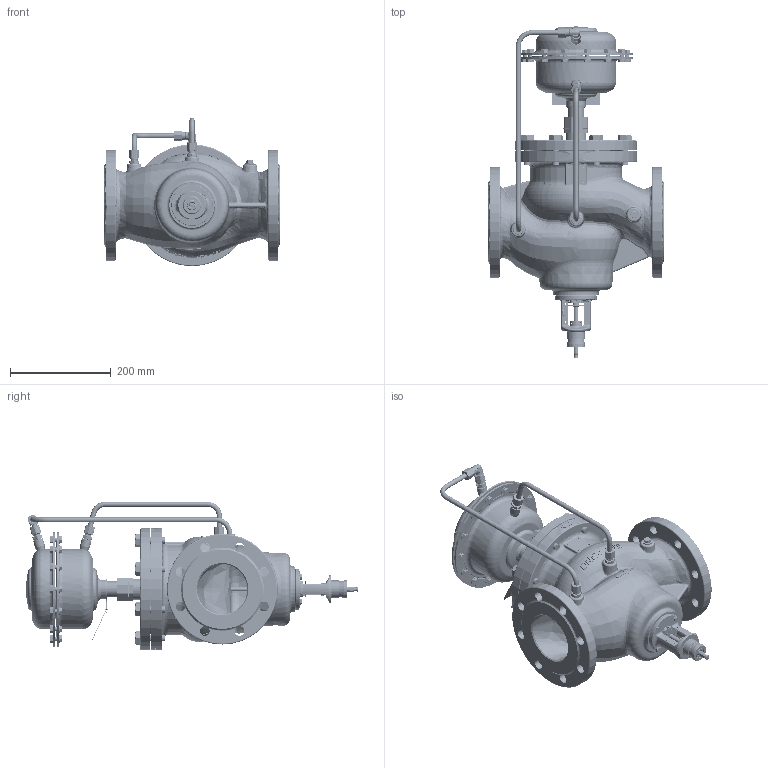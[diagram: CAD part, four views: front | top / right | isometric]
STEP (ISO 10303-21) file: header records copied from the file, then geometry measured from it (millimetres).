
FILE_DESCRIPTION((''),'2;1');
FILE_NAME('AFQM2_003G5504_STEP_ASM','2021-01-18T',('U258099'),('Danfoss'),'CREO PARAMETRIC BY PTC INC, 2018070','CREO PARAMETRIC BY PTC INC, 2018070','');
FILE_SCHEMA(('CONFIG_CONTROL_DESIGN'));
Products named in the file (44): 88650510_VALVE_BODY_VFQM_DN100_; 88651200_YOKE_BODY_DN65_100_1_1; 88652300_STUFFING_BOX_DN100_125; 88651340_SPINDLE_CV_DN100_1_1; 88652260_SETT_SCREW_DN65-100__1; 88650720_VALVE_COVER_VFG_DN100_; HEX_SCREW_DIN933_M06X18_1_1_1; HEX_SCREW_DIN931_M16X50_1_1; 88652800_POINTER_VFQM_1_1_1; 88652720_FLOW_SCALE_DN100_1_1; 51817881_SCREW_SF_M3X5_1_1_1; 188610240_1_1_1; WALTER_CONNECTION_1_1_1; WALTER_CONNECTION_NUT_1_1_1; 8863078_ASM_1_1_ASM_1_ASM; 88653160_VFQM_DN100_PN16_ASM_1__ASM; 88670070_HOUSING160_PN16_MI_A_1; 88673400_TUBE_FI38X10X62_MI_A_1; 88671660_PRESSURE_CONNECTOR_4_2; WELD_160_4MM_INST_AF0_1_1_1; 88671470_COVER160_PN16_MINUS__1_ASM; 88670600_CONNECTING_NUT_G1_1__1; 88670100_HOUS_AFQ_160_PN16__A_1; 88671660_PRESSURE_CONNECTOR_A_1; 88672600_COVE_AFQ_160_PN16_PL_1_ASM; 51840300_SCREW_M8X20_DIN933_1_1; 5201742_1_1_1; 5191731_1_1_1; WALTER_CONNECTION_1_1; 8863078_ASM_1_ASM_1_ASM; 88630620_TUBE_CONN_D1_0_DA_00_1_ASM; 8863028_1_1_1; 88673820_1_1_1; 88673810_LABEL_PLATE_PA_1_1_1; 88673840_1_1_1; PRIKLJUCEK_KOLENO_1_1_1; WALTER_CONNECTION_NUT_1_1; 56722030_ASM_1_1_ASM_1_ASM; 88673180_AF0_1_1_1; 003G5600_AFQ2_PN16_160CM2_ASM_2_ASM ...
Assembly tree (97 placements, depth 6):
  AFQM2_003G5504_STEP_ASM
    003G5504_AFQM2_PN16_DN100_0-2_A_ASM
      88653160_VFQM_DN100_PN16_ASM_1__ASM
        88650510_VALVE_BODY_VFQM_DN100_
        88651200_YOKE_BODY_DN65_100_1_1
        88652300_STUFFING_BOX_DN100_125
        88651340_SPINDLE_CV_DN100_1_1
        88652260_SETT_SCREW_DN65-100__1
        88650720_VALVE_COVER_VFG_DN100_
        HEX_SCREW_DIN933_M06X18_1_1_1  x4
        HEX_SCREW_DIN931_M16X50_1_1  x8
        88652800_POINTER_VFQM_1_1_1
        88652720_FLOW_SCALE_DN100_1_1
        51817881_SCREW_SF_M3X5_1_1_1  x2
        188610240_1_1_1
        8863078_ASM_1_1_ASM_1_ASM  x2
          WALTER_CONNECTION_1_1_1
          WALTER_CONNECTION_NUT_1_1_1
      003G5600_AFQ2_PN16_160CM2_ASM_2_ASM
        88671470_COVER160_PN16_MINUS__1_ASM
          88670070_HOUSING160_PN16_MI_A_1
          88673400_TUBE_FI38X10X62_MI_A_1
          88671660_PRESSURE_CONNECTOR_4_2
          WELD_160_4MM_INST_AF0_1_1_1
        88670600_CONNECTING_NUT_G1_1__1
        88672600_COVE_AFQ_160_PN16_PL_1_ASM
          88670100_HOUS_AFQ_160_PN16__A_1
          88671660_PRESSURE_CONNECTOR_A_1
        51840300_SCREW_M8X20_DIN933_1_1  x14
        5201742_1_1_1  x14
        5191731_1_1_1  x14
        88630620_TUBE_CONN_D1_0_DA_00_1_ASM  x2
          8863078_ASM_1_ASM_1_ASM
            WALTER_CONNECTION_1_1
        8863028_1_1_1
        88673820_1_1_1
        88673810_LABEL_PLATE_PA_1_1_1
        88673840_1_1_1
        56722030_ASM_1_1_ASM_1_ASM
          PRIKLJUCEK_KOLENO_1_1_1
          WALTER_CONNECTION_NUT_1_1  x2
        88673180_AF0_1_1_1
      88674520_TUBE_PL_AFQM_DN100-160
      88674530_TUBE_MI_AFQM_DN100-160
      WALTER_CONNECTION_NUT_1_1_1
Bounding box: 350 x 660.3 x 294.57 mm (x, y, z)
Volume: 6604090.2 mm3; surface area: 1342686.2 mm2
Topology: 89 solids, 89 shells, 4788 faces, 12228 edges, 7701 vertices
Faces by surface type: plane 2006, cylinder 1038, cone 929, bspline 400, torus 336, extrusion 47, sphere 25, revolution 7
Entity records: 161223 total; most frequent: CARTESIAN_POINT 80307, ORIENTED_EDGE 17842, DIRECTION 15250, EDGE_CURVE 8921, AXIS2_PLACEMENT_3D 5882, VERTEX_POINT 5776, EDGE_LOOP 3687, VECTOR 3479
